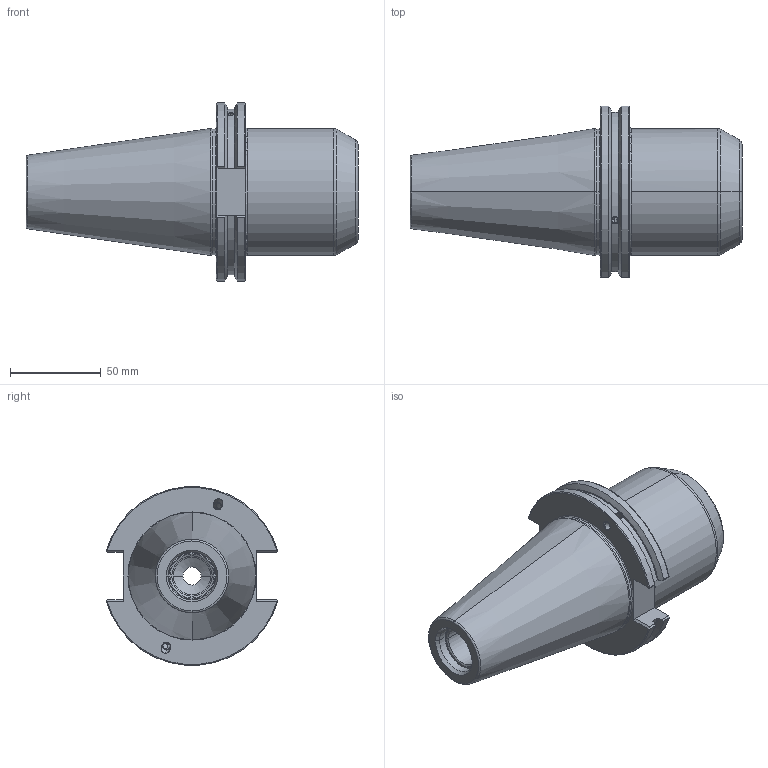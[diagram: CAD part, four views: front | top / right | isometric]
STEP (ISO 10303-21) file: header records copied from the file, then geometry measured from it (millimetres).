
FILE_DESCRIPTION((''),'2;1');
FILE_NAME('CAT50ADB-SHANK_20150526','2019-05-10T11:14:36',('ssktool'),(''),'CREO PARAMETRIC BY PTC INC, 2018100','CREO PARAMETRIC BY PTC INC, 2018100','');
FILE_SCHEMA(('CONFIG_CONTROL_DESIGN'));
Length unit declared in the file: millimetre
Products named in the file (1): CAT50ADB-SHANK_20150526
Bounding box: 182.6 x 94.37 x 98.07 mm (x, y, z)
Volume: 541749.7 mm3; surface area: 63216.1 mm2
Topology: 1 solids, 6 shells, 149 faces, 395 edges, 253 vertices
Faces by surface type: cylinder 58, plane 50, cone 26, torus 15
Entity records: 4972 total; most frequent: CARTESIAN_POINT 1270, DIRECTION 759, ORIENTED_EDGE 758, EDGE_CURVE 389, AXIS2_PLACEMENT_3D 299, VERTEX_POINT 253, EDGE_LOOP 170, VECTOR 161
